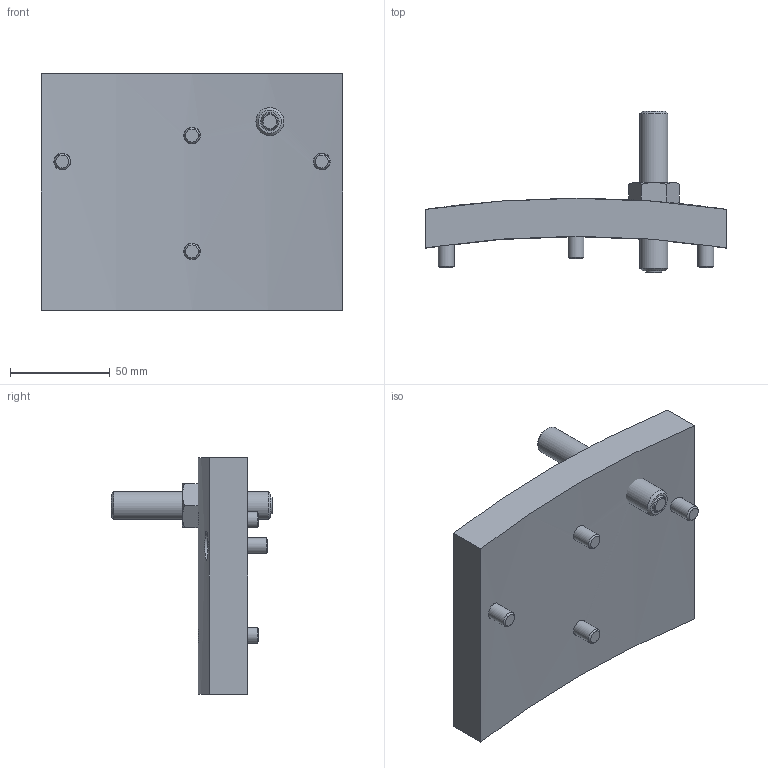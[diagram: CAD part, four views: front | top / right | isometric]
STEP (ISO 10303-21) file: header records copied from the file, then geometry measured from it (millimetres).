
FILE_DESCRIPTION(/* description */ ('STEP AP214'),/* implementation_level */ '2;1');
FILE_NAME(/* name */ '567831_HGPL-HR-63',/* time_stamp */ '2024-08-24T08:22:56+02:00',/* author */ ('License CC BY-ND 4.0'),/* organization */ ('CADENAS'),/* preprocessor_version */ 'ST-DEVELOPER v19.3',/* originating_system */ 'PARTsolutions',/* authorisation */ ' ');
FILE_SCHEMA (('AUTOMOTIVE_DESIGN {1 0 10303 214 3 1 1}'));
Length unit declared in the file: millimetre
Products named in the file (5): 567831 HGPL-HR-63; 567831 HGPL-HR-63---(25PL); DIN-912 - M8x22(F); DIN 934 - M14(F); HGPL M14x81---(B)
Assembly tree (7 placements, depth 2):
  567831 HGPL-HR-63
    567831 HGPL-HR-63---(25PL)
    DIN-912 - M8x22(F)  x4
    DIN 934 - M14(F)
    HGPL M14x81---(B)
Bounding box: 151 x 81 x 118.5 mm (x, y, z)
Volume: 353891.7 mm3; surface area: 59582.5 mm2
Topology: 7 solids, 7 shells, 163 faces, 319 edges, 181 vertices
Faces by surface type: plane 87, cone 52, cylinder 23, torus 1
Full cylindrical faces by diameter (mm): 8 x4, 8.4 x4, 9.2 x1, 11.835 x2, 13 x4, 14 x1, 14.5 x4, 27 x1
Entity records: 2313 total; most frequent: CARTESIAN_POINT 540, DIRECTION 322, ORIENTED_EDGE 254, AXIS2_PLACEMENT_3D 136, FACE_BOUND 129, EDGE_LOOP 128, EDGE_CURVE 127, VERTEX_POINT 94
